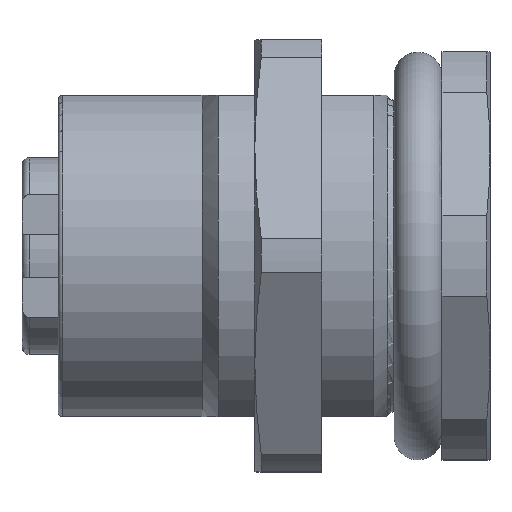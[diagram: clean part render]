
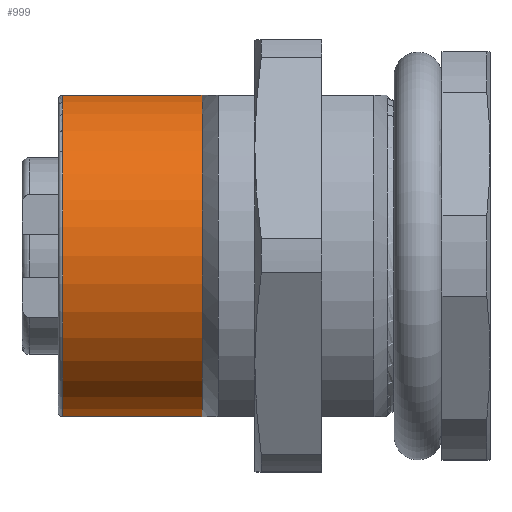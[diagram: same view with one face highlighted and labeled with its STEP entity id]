
A CAD part, top view. The second image highlights one B-rep face of the part: STEP entity #999.
In plain terms, the highlighted cylindrical face has radius 6.8 mm (diameter 13.6 mm), a partial arc.
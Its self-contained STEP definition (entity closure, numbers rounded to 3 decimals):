
#417=FACE_OUTER_BOUND('',#1454,.T.);
#594=LINE('',#5560,#794);
#595=LINE('',#5565,#795);
#794=VECTOR('',#4426,1.);
#795=VECTOR('',#4429,1.);
#999=ADVANCED_FACE('',(#417),#1238,.T.);
#1238=CYLINDRICAL_SURFACE('',#3941,6.8);
#1454=EDGE_LOOP('',(#1778,#1779,#1780,#1781));
#1778=ORIENTED_EDGE('',*,*,#3207,.F.);
#1779=ORIENTED_EDGE('',*,*,#3208,.T.);
#1780=ORIENTED_EDGE('',*,*,#3209,.F.);
#1781=ORIENTED_EDGE('',*,*,#3210,.F.);
#2836=VERTEX_POINT('',#5561);
#2837=VERTEX_POINT('',#5562);
#2838=VERTEX_POINT('',#5564);
#2839=VERTEX_POINT('',#5566);
#3207=EDGE_CURVE('',#2836,#2837,#594,.T.);
#3208=EDGE_CURVE('',#2836,#2838,#3728,.T.);
#3209=EDGE_CURVE('',#2839,#2838,#595,.T.);
#3210=EDGE_CURVE('',#2837,#2839,#3729,.T.);
#3728=CIRCLE('',#3939,6.8);
#3729=CIRCLE('',#3940,6.8);
#3939=AXIS2_PLACEMENT_3D('',#5563,#4427,#4428);
#3940=AXIS2_PLACEMENT_3D('',#5567,#4430,#4431);
#3941=AXIS2_PLACEMENT_3D('',#5568,#4432,#4433);
#4426=DIRECTION('',(1.,0.,0.));
#4427=DIRECTION('',(1.,0.,0.));
#4428=DIRECTION('',(0.,0.,1.));
#4429=DIRECTION('',(-1.,0.,0.));
#4430=DIRECTION('',(1.,0.,0.));
#4431=DIRECTION('',(0.,0.,1.));
#4432=DIRECTION('',(1.,0.,0.));
#4433=DIRECTION('',(0.,0.,-1.));
#5560=CARTESIAN_POINT('',(1.509,6.7,1.153));
#5561=CARTESIAN_POINT('',(1.709,6.7,1.153));
#5562=CARTESIAN_POINT('',(7.509,6.7,1.153));
#5563=CARTESIAN_POINT('',(1.709,0.,-0.009));
#5564=CARTESIAN_POINT('',(1.709,-6.7,1.153));
#5565=CARTESIAN_POINT('',(1.509,-6.7,1.153));
#5566=CARTESIAN_POINT('',(7.509,-6.7,1.153));
#5567=CARTESIAN_POINT('',(7.509,0.,-0.009));
#5568=CARTESIAN_POINT('',(1.509,0.,-0.009));
